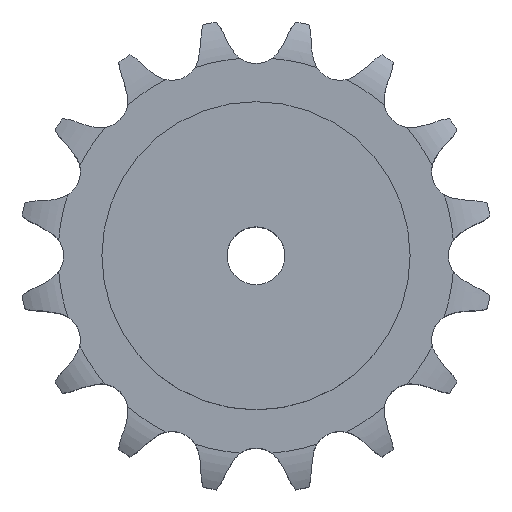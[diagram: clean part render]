
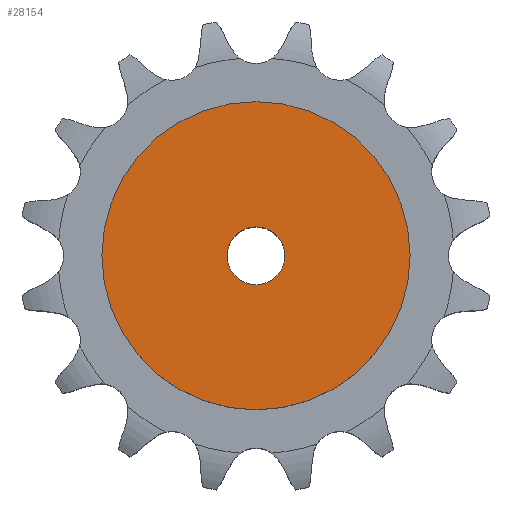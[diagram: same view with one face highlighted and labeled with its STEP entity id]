
A CAD part, top view. The second image highlights one B-rep face of the part: STEP entity #28154.
In plain terms, the highlighted planar face has unit normal (0, 0, 1).
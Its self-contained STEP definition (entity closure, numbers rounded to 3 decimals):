
#15113 = CYLINDRICAL_SURFACE('',#15114,15.);
#15114 = AXIS2_PLACEMENT_3D('',#15115,#15116,#15117);
#15115 = CARTESIAN_POINT('',(0.,0.,402.922));
#15116 = DIRECTION('',(0.,0.,1.));
#15117 = DIRECTION('',(1.,0.,0.));
#19189 = EDGE_CURVE('',#19190,#19190,#19192,.T.);
#19190 = VERTEX_POINT('',#19191);
#19191 = CARTESIAN_POINT('',(15.,0.,120.));
#19192 = SURFACE_CURVE('',#19193,(#19198,#19205),.PCURVE_S1.);
#19193 = CIRCLE('',#19194,15.);
#19194 = AXIS2_PLACEMENT_3D('',#19195,#19196,#19197);
#19195 = CARTESIAN_POINT('',(0.,0.,120.));
#19196 = DIRECTION('',(0.,0.,1.));
#19197 = DIRECTION('',(1.,0.,0.));
#19198 = PCURVE('',#15113,#19199);
#19199 = DEFINITIONAL_REPRESENTATION('',(#19200),#19204);
#19200 = LINE('',#19201,#19202);
#19201 = CARTESIAN_POINT('',(0.,-282.922));
#19202 = VECTOR('',#19203,1.);
#19203 = DIRECTION('',(1.,0.));
#19204 = ( GEOMETRIC_REPRESENTATION_CONTEXT(2) 
PARAMETRIC_REPRESENTATION_CONTEXT() REPRESENTATION_CONTEXT('2D SPACE',''
  ) );
#19205 = PCURVE('',#19206,#19211);
#19206 = PLANE('',#19207);
#19207 = AXIS2_PLACEMENT_3D('',#19208,#19209,#19210);
#19208 = CARTESIAN_POINT('',(0.,0.,120.
    ));
#19209 = DIRECTION('',(0.,0.,1.));
#19210 = DIRECTION('',(1.,0.,0.));
#19211 = DEFINITIONAL_REPRESENTATION('',(#19212),#19216);
#19212 = CIRCLE('',#19213,15.);
#19213 = AXIS2_PLACEMENT_2D('',#19214,#19215);
#19214 = CARTESIAN_POINT('',(0.,0.));
#19215 = DIRECTION('',(1.,0.));
#19216 = ( GEOMETRIC_REPRESENTATION_CONTEXT(2) 
PARAMETRIC_REPRESENTATION_CONTEXT() REPRESENTATION_CONTEXT('2D SPACE',''
  ) );
#28154 = ADVANCED_FACE('',(#28155,#28186),#19206,.T.);
#28155 = FACE_BOUND('',#28156,.T.);
#28156 = EDGE_LOOP('',(#28157));
#28157 = ORIENTED_EDGE('',*,*,#28158,.T.);
#28158 = EDGE_CURVE('',#28159,#28159,#28161,.T.);
#28159 = VERTEX_POINT('',#28160);
#28160 = CARTESIAN_POINT('',(80.,0.,120.));
#28161 = SURFACE_CURVE('',#28162,(#28167,#28174),.PCURVE_S1.);
#28162 = CIRCLE('',#28163,80.);
#28163 = AXIS2_PLACEMENT_3D('',#28164,#28165,#28166);
#28164 = CARTESIAN_POINT('',(0.,0.,120.));
#28165 = DIRECTION('',(0.,0.,1.));
#28166 = DIRECTION('',(1.,0.,0.));
#28167 = PCURVE('',#19206,#28168);
#28168 = DEFINITIONAL_REPRESENTATION('',(#28169),#28173);
#28169 = CIRCLE('',#28170,80.);
#28170 = AXIS2_PLACEMENT_2D('',#28171,#28172);
#28171 = CARTESIAN_POINT('',(0.,0.));
#28172 = DIRECTION('',(1.,0.));
#28173 = ( GEOMETRIC_REPRESENTATION_CONTEXT(2) 
PARAMETRIC_REPRESENTATION_CONTEXT() REPRESENTATION_CONTEXT('2D SPACE',''
  ) );
#28174 = PCURVE('',#28175,#28180);
#28175 = CYLINDRICAL_SURFACE('',#28176,80.);
#28176 = AXIS2_PLACEMENT_3D('',#28177,#28178,#28179);
#28177 = CARTESIAN_POINT('',(0.,0.,0.));
#28178 = DIRECTION('',(-0.,-0.,-1.));
#28179 = DIRECTION('',(1.,0.,0.));
#28180 = DEFINITIONAL_REPRESENTATION('',(#28181),#28185);
#28181 = LINE('',#28182,#28183);
#28182 = CARTESIAN_POINT('',(-0.,-120.));
#28183 = VECTOR('',#28184,1.);
#28184 = DIRECTION('',(-1.,0.));
#28185 = ( GEOMETRIC_REPRESENTATION_CONTEXT(2) 
PARAMETRIC_REPRESENTATION_CONTEXT() REPRESENTATION_CONTEXT('2D SPACE',''
  ) );
#28186 = FACE_BOUND('',#28187,.T.);
#28187 = EDGE_LOOP('',(#28188));
#28188 = ORIENTED_EDGE('',*,*,#19189,.F.);
